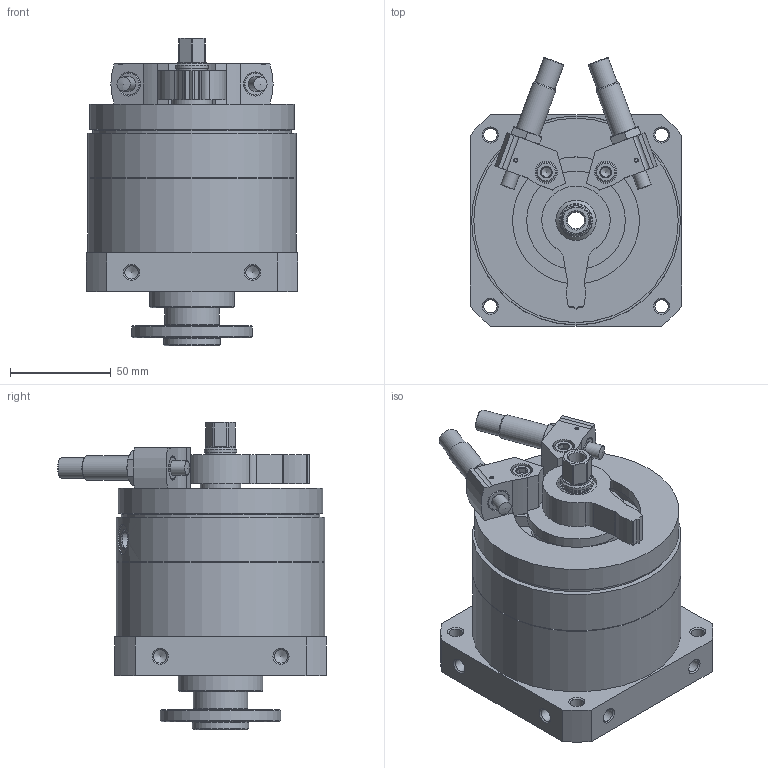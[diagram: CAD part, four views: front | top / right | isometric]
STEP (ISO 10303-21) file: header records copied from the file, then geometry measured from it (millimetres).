
FILE_DESCRIPTION(/* description */ ('STEP AP214'),/* implementation_level */ '2;1');
FILE_NAME(/* name */ '1145107_DSM-T-32-270-CC-FW-A-B',/* time_stamp */ '2024-08-21T19:27:02+02:00',/* author */ ('License CC BY-ND 4.0'),/* organization */ ('CADENAS'),/* preprocessor_version */ 'ST-DEVELOPER v19.3',/* originating_system */ 'PARTsolutions',/* authorisation */ ' ');
FILE_SCHEMA (('AUTOMOTIVE_DESIGN {1 0 10303 214 3 1 1}'));
Length unit declared in the file: millimetre
Products named in the file (9): 1145107 DSM-T-32-270-CC-FW-A-B--(0); 547585 DSM-32-270-CC-FW-A-B_G---(T); 704065 DSM-32-BR---(HZ); 548013 DYSC-8-8-Y1F---(SD_0); 342622 DSM-32_NS; DIN-912 - M6x25(F); 348987 SPZ-20 M12X1-4-15; 704064 DSM-32-BL---(HZ); 547585 DSM-32-270-CC-FW-A-B_K---(T)
Assembly tree (12 placements, depth 2):
  1145107 DSM-T-32-270-CC-FW-A-B--(0)
    547585 DSM-32-270-CC-FW-A-B_G---(T)
    704065 DSM-32-BR---(HZ)
    548013 DYSC-8-8-Y1F---(SD_0)  x2
    342622 DSM-32_NS  x2
    DIN-912 - M6x25(F)  x2
    348987 SPZ-20 M12X1-4-15  x2
    704064 DSM-32-BL---(HZ)
    547585 DSM-32-270-CC-FW-A-B_K---(T)
Bounding box: 105 x 133.31 x 152.8 mm (x, y, z)
Volume: 822616.7 mm3; surface area: 139932.7 mm2
Topology: 12 solids, 12 shells, 412 faces, 952 edges, 596 vertices
Faces by surface type: plane 173, cylinder 131, cone 103, torus 3, sphere 2
Full cylindrical faces by diameter (mm): 1.567 x2, 4 x2, 4.917 x6, 6 x2, 6.5 x4, 6.6 x2, 6.647 x10, 7 x4, 8.566 x3, 10 x2, 10.4 x2, 10.917 x4, 11 x2, 12 x2, 14.5 x1, 15 x2, 15.2 x1, 16 x2, 20 x3, 27 x1, 28 x1, 42 x1, 43 x1, 49 x1, 60 x1, 63 x1, 72 x1, 82 x2, 98.5 x1, 101.5 x1
Entity records: 9176 total; most frequent: DIRECTION 1623, CARTESIAN_POINT 1619, ORIENTED_EDGE 1248, AXIS2_PLACEMENT_3D 686, EDGE_CURVE 624, FACE_BOUND 552, EDGE_LOOP 543, VERTEX_POINT 476
